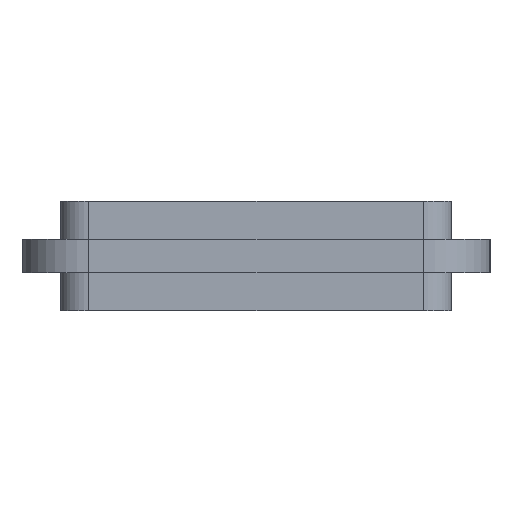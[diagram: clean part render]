
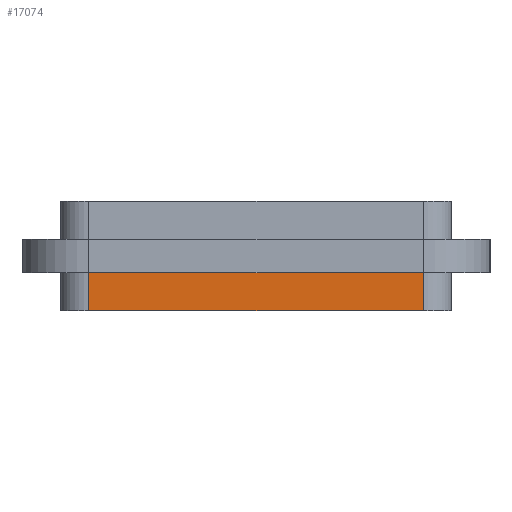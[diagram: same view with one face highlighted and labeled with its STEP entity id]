
A CAD part, left-side view. The second image highlights one B-rep face of the part: STEP entity #17074.
In plain terms, the highlighted planar face has unit normal (-1, 0, 0).
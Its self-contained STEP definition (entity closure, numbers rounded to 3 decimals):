
#295 = EDGE_CURVE ( 'NONE', #17989, #33093, #31673, .T. ) ;
#1023 = VERTEX_POINT ( 'NONE', #1217 ) ;
#1217 = CARTESIAN_POINT ( 'NONE',  ( -85.25, -8.75, -0.875 ) ) ;
#1876 = CARTESIAN_POINT ( 'NONE',  ( -85.25, 8.75, 0.875 ) ) ;
#2089 = CARTESIAN_POINT ( 'NONE',  ( -85.25, 8.75, -0.875 ) ) ;
#2188 = VECTOR ( 'NONE', #36528, 1000. ) ;
#2895 = AXIS2_PLACEMENT_3D ( 'NONE', #31145, #7186, #4266 ) ;
#3557 = ORIENTED_EDGE ( 'NONE', *, *, #35988, .F. ) ;
#3915 = EDGE_CURVE ( 'NONE', #1023, #22979, #23052, .T. ) ;
#4266 = DIRECTION ( 'NONE',  ( 0., 0., 1. ) ) ;
#5685 = DIRECTION ( 'NONE',  ( 0., 0., -1. ) ) ;
#7186 = DIRECTION ( 'NONE',  ( 1., 0., 0. ) ) ;
#7381 = FACE_OUTER_BOUND ( 'NONE', #30047, .T. ) ;
#12764 = CARTESIAN_POINT ( 'NONE',  ( -85.25, -10.25, -2.875 ) ) ;
#15683 = LINE ( 'NONE', #12764, #2188 ) ;
#16774 = DIRECTION ( 'NONE',  ( 0., 1., 0. ) ) ;
#17074 = ADVANCED_FACE ( 'NONE', ( #7381 ), #19269, .F. ) ;
#17756 = VECTOR ( 'NONE', #16774, 1000. ) ;
#17989 = VERTEX_POINT ( 'NONE', #25594 ) ;
#19269 = PLANE ( 'NONE',  #2895 ) ;
#19705 = LINE ( 'NONE', #28466, #17756 ) ;
#20167 = DIRECTION ( 'NONE',  ( 0., 0., 1. ) ) ;
#22469 = ORIENTED_EDGE ( 'NONE', *, *, #295, .F. ) ;
#22979 = VERTEX_POINT ( 'NONE', #30171 ) ;
#23052 = LINE ( 'NONE', #35303, #24553 ) ;
#24553 = VECTOR ( 'NONE', #5685, 1000. ) ;
#24897 = ORIENTED_EDGE ( 'NONE', *, *, #3915, .F. ) ;
#25594 = CARTESIAN_POINT ( 'NONE',  ( -85.25, 8.75, -2.875 ) ) ;
#26089 = EDGE_CURVE ( 'NONE', #1023, #33093, #19705, .T. ) ;
#28466 = CARTESIAN_POINT ( 'NONE',  ( -85.25, -10.25, -0.875 ) ) ;
#29658 = VECTOR ( 'NONE', #20167, 1000. ) ;
#30047 = EDGE_LOOP ( 'NONE', ( #32392, #22469, #3557, #24897 ) ) ;
#30171 = CARTESIAN_POINT ( 'NONE',  ( -85.25, -8.75, -2.875 ) ) ;
#31145 = CARTESIAN_POINT ( 'NONE',  ( -85.25, -10.25, 0.875 ) ) ;
#31673 = LINE ( 'NONE', #1876, #29658 ) ;
#32392 = ORIENTED_EDGE ( 'NONE', *, *, #26089, .T. ) ;
#33093 = VERTEX_POINT ( 'NONE', #2089 ) ;
#35303 = CARTESIAN_POINT ( 'NONE',  ( -85.25, -8.75, 0.875 ) ) ;
#35988 = EDGE_CURVE ( 'NONE', #22979, #17989, #15683, .T. ) ;
#36528 = DIRECTION ( 'NONE',  ( 0., 1., 0. ) ) ;
